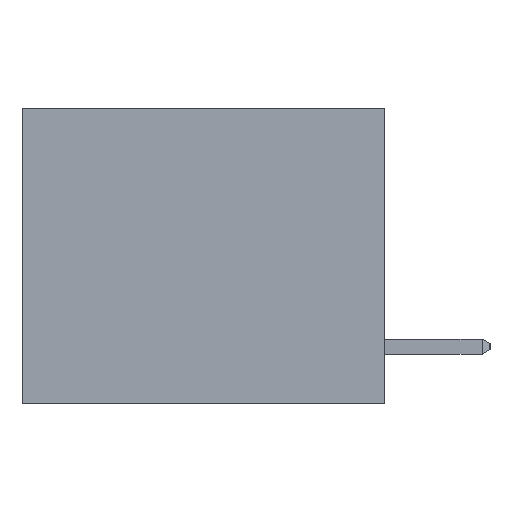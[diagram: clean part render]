
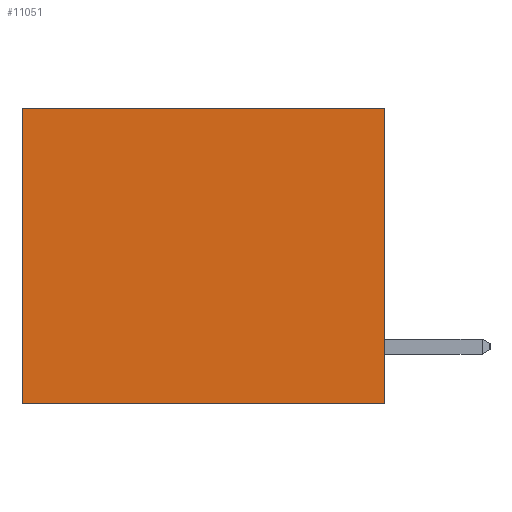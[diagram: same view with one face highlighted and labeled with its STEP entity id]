
A CAD part, left-side view. The second image highlights one B-rep face of the part: STEP entity #11051.
In plain terms, the highlighted planar face has unit normal (-1, 0, 0).
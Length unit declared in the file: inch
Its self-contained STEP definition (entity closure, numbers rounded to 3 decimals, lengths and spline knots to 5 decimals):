
#182 = DIRECTION ( 'NONE',  ( 0., 1., 0. ) ) ;
#963 = VECTOR ( 'NONE', #4283, 39.37008 ) ;
#1113 = VERTEX_POINT ( 'NONE', #14980 ) ;
#1156 = VERTEX_POINT ( 'NONE', #13747 ) ;
#1194 = EDGE_CURVE ( 'NONE', #2089, #1113, #2344, .T. ) ;
#1468 = EDGE_CURVE ( 'NONE', #14423, #1113, #4542, .T. ) ;
#2089 = VERTEX_POINT ( 'NONE', #5063 ) ;
#2344 = LINE ( 'NONE', #14244, #2698 ) ;
#2698 = VECTOR ( 'NONE', #5664, 39.37008 ) ;
#2716 = EDGE_LOOP ( 'NONE', ( #7583, #6912, #3251, #8267 ) ) ;
#2779 = FACE_OUTER_BOUND ( 'NONE', #2716, .T. ) ;
#3251 = ORIENTED_EDGE ( 'NONE', *, *, #10133, .F. ) ;
#3456 = DIRECTION ( 'NONE',  ( 0., 0., -1. ) ) ;
#4283 = DIRECTION ( 'NONE',  ( 0., 0., -1. ) ) ;
#4382 = CARTESIAN_POINT ( 'NONE',  ( 0.3165, 0., -0.49 ) ) ;
#4542 = LINE ( 'NONE', #4890, #13969 ) ;
#4810 = CARTESIAN_POINT ( 'NONE',  ( 0.3165, 0., 0. ) ) ;
#4890 = CARTESIAN_POINT ( 'NONE',  ( 0.3165, 0., -0.49 ) ) ;
#5063 = CARTESIAN_POINT ( 'NONE',  ( 0.3165, 0.6, 0. ) ) ;
#5664 = DIRECTION ( 'NONE',  ( 0., 0., -1. ) ) ;
#5778 = PLANE ( 'NONE',  #9724 ) ;
#6912 = ORIENTED_EDGE ( 'NONE', *, *, #1468, .F. ) ;
#7145 = DIRECTION ( 'NONE',  ( 0., 1., 0. ) ) ;
#7583 = ORIENTED_EDGE ( 'NONE', *, *, #1194, .T. ) ;
#8267 = ORIENTED_EDGE ( 'NONE', *, *, #11892, .T. ) ;
#8551 = VECTOR ( 'NONE', #7145, 39.37008 ) ;
#9724 = AXIS2_PLACEMENT_3D ( 'NONE', #10528, #12861, #3456 ) ;
#10133 = EDGE_CURVE ( 'NONE', #1156, #14423, #13174, .T. ) ;
#10528 = CARTESIAN_POINT ( 'NONE',  ( 0.3165, 0., -0.49 ) ) ;
#10612 = LINE ( 'NONE', #4810, #8551 ) ;
#11051 = ADVANCED_FACE ( 'NONE', ( #2779 ), #5778, .F. ) ;
#11892 = EDGE_CURVE ( 'NONE', #1156, #2089, #10612, .T. ) ;
#12612 = CARTESIAN_POINT ( 'NONE',  ( 0.3165, 0., -0.49 ) ) ;
#12861 = DIRECTION ( 'NONE',  ( 1., 0., 0. ) ) ;
#13174 = LINE ( 'NONE', #12612, #963 ) ;
#13747 = CARTESIAN_POINT ( 'NONE',  ( 0.3165, 0., 0. ) ) ;
#13969 = VECTOR ( 'NONE', #182, 39.37008 ) ;
#14244 = CARTESIAN_POINT ( 'NONE',  ( 0.3165, 0.6, -0.49 ) ) ;
#14423 = VERTEX_POINT ( 'NONE', #4382 ) ;
#14980 = CARTESIAN_POINT ( 'NONE',  ( 0.3165, 0.6, -0.49 ) ) ;
